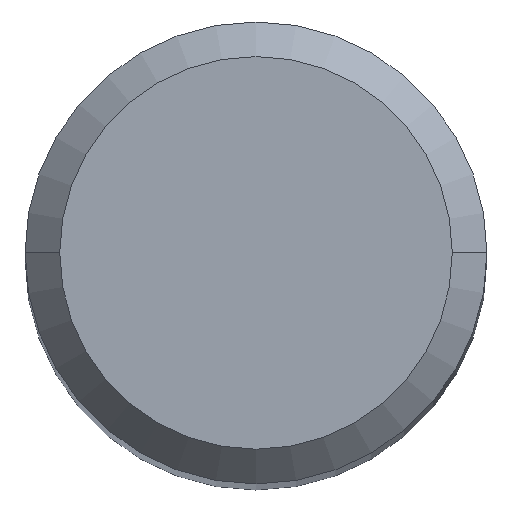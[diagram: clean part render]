
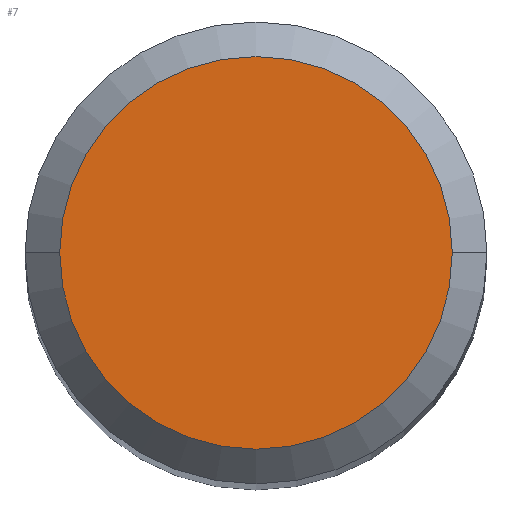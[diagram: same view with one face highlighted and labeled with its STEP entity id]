
A CAD part, top view. The second image highlights one B-rep face of the part: STEP entity #7.
In plain terms, the highlighted planar face has unit normal (0, 0, 1).
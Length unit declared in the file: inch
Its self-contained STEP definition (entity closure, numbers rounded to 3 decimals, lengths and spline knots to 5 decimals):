
#6 = VERTEX_POINT ( 'NONE', #343 ) ;
#7 = ADVANCED_FACE ( 'NONE', ( #234 ), #381, .F. ) ;
#11 = AXIS2_PLACEMENT_3D ( 'NONE', #395, #247, #356 ) ;
#16 = CARTESIAN_POINT ( 'NONE',  ( -0.10625, 0., 0. ) ) ;
#62 = AXIS2_PLACEMENT_3D ( 'NONE', #203, #434, #425 ) ;
#93 = ORIENTED_EDGE ( 'NONE', *, *, #170, .T. ) ;
#159 = DIRECTION ( 'NONE',  ( 0., 0., -1. ) ) ;
#170 = EDGE_CURVE ( 'NONE', #6, #404, #220, .T. ) ;
#203 = CARTESIAN_POINT ( 'NONE',  ( 0., 0., 0. ) ) ;
#220 = CIRCLE ( 'NONE', #11, 0.10625 ) ;
#234 = FACE_OUTER_BOUND ( 'NONE', #389, .T. ) ;
#247 = DIRECTION ( 'NONE',  ( 0., 0., 1. ) ) ;
#285 = AXIS2_PLACEMENT_3D ( 'NONE', #348, #159, #310 ) ;
#310 = DIRECTION ( 'NONE',  ( -1., 0., 0. ) ) ;
#334 = ORIENTED_EDGE ( 'NONE', *, *, #466, .T. ) ;
#343 = CARTESIAN_POINT ( 'NONE',  ( 0.10625, 0., 0. ) ) ;
#348 = CARTESIAN_POINT ( 'NONE',  ( 0., 0., 0. ) ) ;
#356 = DIRECTION ( 'NONE',  ( 1., 0., 0. ) ) ;
#381 = PLANE ( 'NONE',  #285 ) ;
#389 = EDGE_LOOP ( 'NONE', ( #334, #93 ) ) ;
#395 = CARTESIAN_POINT ( 'NONE',  ( 0., 0., 0. ) ) ;
#404 = VERTEX_POINT ( 'NONE', #16 ) ;
#425 = DIRECTION ( 'NONE',  ( 1., 0., 0. ) ) ;
#434 = DIRECTION ( 'NONE',  ( 0., 0., 1. ) ) ;
#446 = CIRCLE ( 'NONE', #62, 0.10625 ) ;
#466 = EDGE_CURVE ( 'NONE', #404, #6, #446, .T. ) ;
